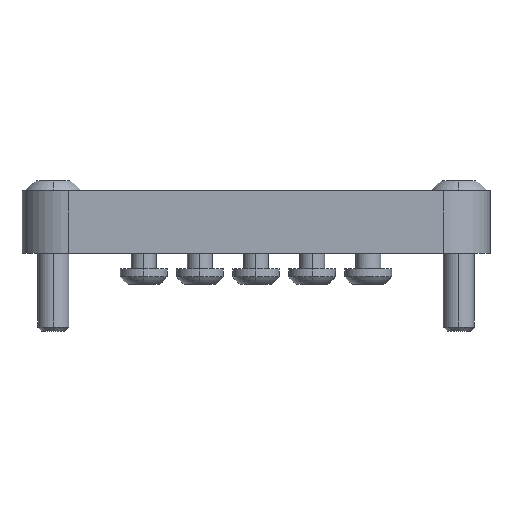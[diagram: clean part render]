
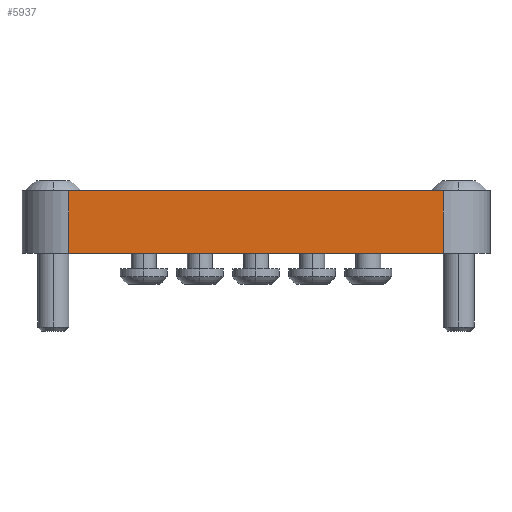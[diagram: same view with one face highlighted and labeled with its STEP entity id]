
A CAD part, left-side view. The second image highlights one B-rep face of the part: STEP entity #5937.
In plain terms, the highlighted planar face has unit normal (-1, 0, 0).
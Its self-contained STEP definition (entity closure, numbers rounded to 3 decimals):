
#220 = DIRECTION ( 'NONE',  ( 1., 0., 0. ) ) ;
#432 = VERTEX_POINT ( 'NONE', #1462 ) ;
#559 = DIRECTION ( 'NONE',  ( 0., 0., -1. ) ) ;
#709 = LINE ( 'NONE', #3133, #3800 ) ;
#1433 = VECTOR ( 'NONE', #559, 1000. ) ;
#1462 = CARTESIAN_POINT ( 'NONE',  ( -8.5, -12., -4. ) ) ;
#1487 = CARTESIAN_POINT ( 'NONE',  ( -8.5, -15., 0. ) ) ;
#1550 = ORIENTED_EDGE ( 'NONE', *, *, #8975, .F. ) ;
#1644 = VERTEX_POINT ( 'NONE', #9707 ) ;
#1765 = DIRECTION ( 'NONE',  ( 0., 0., -1. ) ) ;
#2762 = DIRECTION ( 'NONE',  ( 0., 0., 1. ) ) ;
#3075 = EDGE_CURVE ( 'NONE', #9737, #8284, #6208, .T. ) ;
#3133 = CARTESIAN_POINT ( 'NONE',  ( -8.5, -15., -4. ) ) ;
#3278 = ORIENTED_EDGE ( 'NONE', *, *, #3075, .T. ) ;
#3477 = EDGE_CURVE ( 'NONE', #1644, #9737, #8660, .T. ) ;
#3480 = FACE_OUTER_BOUND ( 'NONE', #7699, .T. ) ;
#3542 = CARTESIAN_POINT ( 'NONE',  ( -8.5, -15., -4. ) ) ;
#3800 = VECTOR ( 'NONE', #8082, 1000. ) ;
#4649 = ORIENTED_EDGE ( 'NONE', *, *, #3477, .T. ) ;
#4676 = DIRECTION ( 'NONE',  ( 0., 1., 0. ) ) ;
#5620 = VECTOR ( 'NONE', #4676, 1000. ) ;
#5863 = CARTESIAN_POINT ( 'NONE',  ( -8.5, 12., -4. ) ) ;
#5937 = ADVANCED_FACE ( 'Defeature ausgef�hrt1_17', ( #3480 ), #8942, .F. ) ;
#6208 = LINE ( 'NONE', #10275, #1433 ) ;
#6227 = CARTESIAN_POINT ( 'NONE',  ( -8.5, 12., 0. ) ) ;
#7382 = VECTOR ( 'NONE', #2762, 1000. ) ;
#7549 = LINE ( 'NONE', #9946, #7382 ) ;
#7699 = EDGE_LOOP ( 'NONE', ( #4649, #3278, #1550, #9227 ) ) ;
#8082 = DIRECTION ( 'NONE',  ( 0., 1., 0. ) ) ;
#8284 = VERTEX_POINT ( 'NONE', #5863 ) ;
#8449 = EDGE_CURVE ( 'NONE', #432, #1644, #7549, .T. ) ;
#8660 = LINE ( 'NONE', #1487, #5620 ) ;
#8709 = AXIS2_PLACEMENT_3D ( 'NONE', #3542, #220, #1765 ) ;
#8942 = PLANE ( 'NONE',  #8709 ) ;
#8975 = EDGE_CURVE ( 'NONE', #432, #8284, #709, .T. ) ;
#9227 = ORIENTED_EDGE ( 'NONE', *, *, #8449, .T. ) ;
#9707 = CARTESIAN_POINT ( 'NONE',  ( -8.5, -12., 0. ) ) ;
#9737 = VERTEX_POINT ( 'NONE', #6227 ) ;
#9946 = CARTESIAN_POINT ( 'NONE',  ( -8.5, -12., -4. ) ) ;
#10275 = CARTESIAN_POINT ( 'NONE',  ( -8.5, 12., -4. ) ) ;
